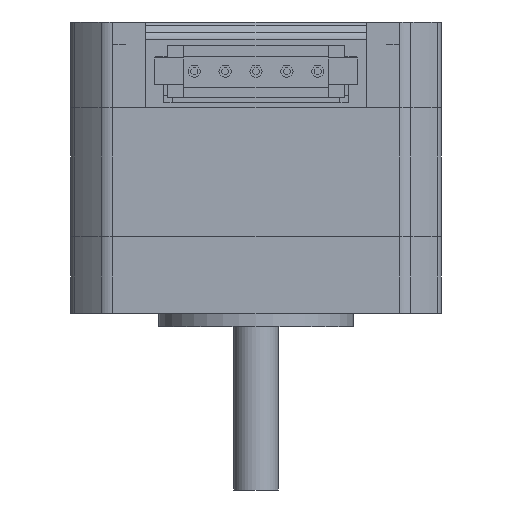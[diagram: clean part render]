
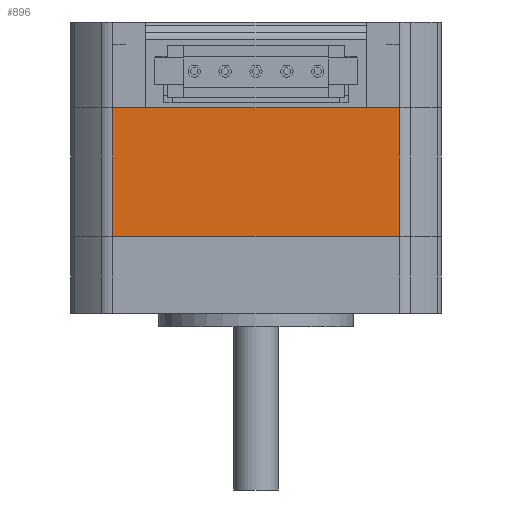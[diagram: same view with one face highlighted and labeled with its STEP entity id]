
A CAD part, front view. The second image highlights one B-rep face of the part: STEP entity #896.
In plain terms, the highlighted planar face has unit normal (0, -1, 0).
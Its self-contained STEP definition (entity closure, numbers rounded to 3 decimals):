
#151 = LINE ( 'NONE', #6408, #1732 ) ;
#232 = DIRECTION ( 'NONE',  ( 0., 0., -1. ) ) ;
#282 = CARTESIAN_POINT ( 'NONE',  ( 16.248, -21., 23.3 ) ) ;
#598 = AXIS2_PLACEMENT_3D ( 'NONE', #1495, #1471, #1453 ) ;
#896 = ADVANCED_FACE ( 'NONE', ( #3451 ), #1822, .F. ) ;
#1453 = DIRECTION ( 'NONE',  ( -1., 0., 0. ) ) ;
#1471 = DIRECTION ( 'NONE',  ( 0., 1., 0. ) ) ;
#1495 = CARTESIAN_POINT ( 'NONE',  ( -16.248, -21., 23.3 ) ) ;
#1688 = ORIENTED_EDGE ( 'NONE', *, *, #2328, .F. ) ;
#1732 = VECTOR ( 'NONE', #5789, 1000. ) ;
#1800 = ORIENTED_EDGE ( 'NONE', *, *, #6950, .T. ) ;
#1822 = PLANE ( 'NONE',  #598 ) ;
#1986 = VERTEX_POINT ( 'NONE', #4153 ) ;
#2107 = VERTEX_POINT ( 'NONE', #2223 ) ;
#2222 = LINE ( 'NONE', #5271, #4684 ) ;
#2223 = CARTESIAN_POINT ( 'NONE',  ( 16.248, -21., 8.7 ) ) ;
#2328 = EDGE_CURVE ( 'NONE', #4426, #2107, #4918, .T. ) ;
#2533 = EDGE_CURVE ( 'NONE', #1986, #4426, #151, .T. ) ;
#2774 = CARTESIAN_POINT ( 'NONE',  ( -16.248, -21., 8.7 ) ) ;
#3451 = FACE_OUTER_BOUND ( 'NONE', #6874, .T. ) ;
#3953 = ORIENTED_EDGE ( 'NONE', *, *, #4555, .T. ) ;
#4153 = CARTESIAN_POINT ( 'NONE',  ( -16.248, -21., 23.3 ) ) ;
#4426 = VERTEX_POINT ( 'NONE', #6769 ) ;
#4555 = EDGE_CURVE ( 'NONE', #1986, #5328, #2222, .T. ) ;
#4684 = VECTOR ( 'NONE', #5144, 1000. ) ;
#4918 = LINE ( 'NONE', #282, #5012 ) ;
#5012 = VECTOR ( 'NONE', #232, 1000. ) ;
#5144 = DIRECTION ( 'NONE',  ( 0., 0., -1. ) ) ;
#5271 = CARTESIAN_POINT ( 'NONE',  ( -16.248, -21., 23.3 ) ) ;
#5328 = VERTEX_POINT ( 'NONE', #6850 ) ;
#5339 = VECTOR ( 'NONE', #6616, 1000. ) ;
#5408 = LINE ( 'NONE', #2774, #5339 ) ;
#5789 = DIRECTION ( 'NONE',  ( 1., 0., 0. ) ) ;
#6370 = ORIENTED_EDGE ( 'NONE', *, *, #2533, .F. ) ;
#6408 = CARTESIAN_POINT ( 'NONE',  ( -16.248, -21., 23.3 ) ) ;
#6616 = DIRECTION ( 'NONE',  ( 1., 0., 0. ) ) ;
#6769 = CARTESIAN_POINT ( 'NONE',  ( 16.248, -21., 23.3 ) ) ;
#6850 = CARTESIAN_POINT ( 'NONE',  ( -16.248, -21., 8.7 ) ) ;
#6874 = EDGE_LOOP ( 'NONE', ( #1800, #1688, #6370, #3953 ) ) ;
#6950 = EDGE_CURVE ( 'NONE', #5328, #2107, #5408, .T. ) ;
